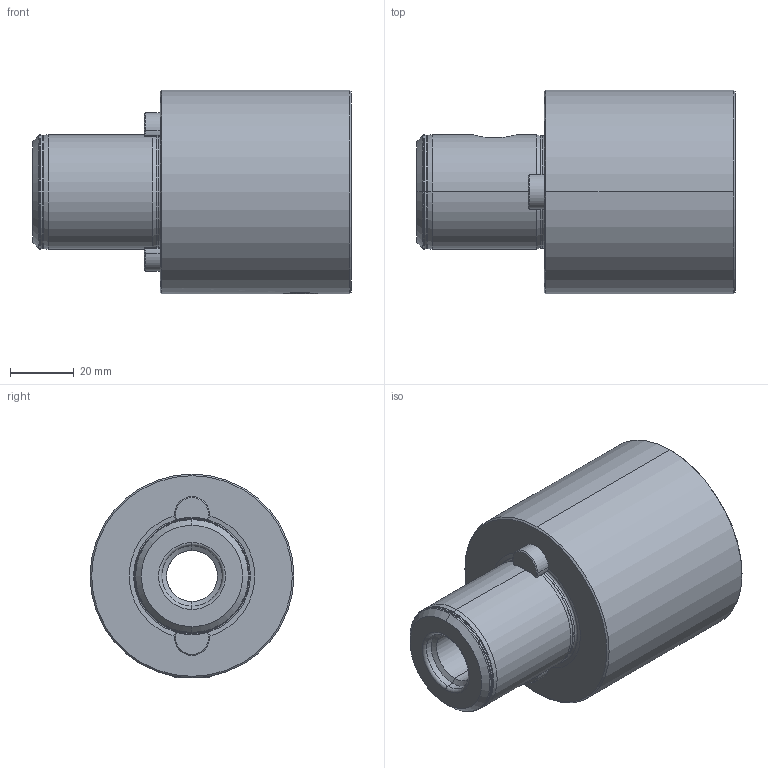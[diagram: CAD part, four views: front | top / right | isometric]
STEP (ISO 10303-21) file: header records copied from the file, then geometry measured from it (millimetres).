
FILE_DESCRIPTION (( 'STEP AP203' ), '1' );
FILE_NAME ('HA6-ST5.K01.059.STEP', '2016-02-12T10:46:53', ( 'SWIAdmin' ), ( 'Hewlett-Packard Company' ), 'SwSTEP 2.0', 'SolidWorks 2015', '' );
FILE_SCHEMA (( 'CONFIG_CONTROL_DESIGN' ));
Length unit declared in the file: millimetre
Products named in the file (4): ST6-ST6.So1.060_A; ST6-ER1.001.018_A; ST6-ER2.001.012_A; HA6-ST5.K01.059
Assembly tree (4 placements, depth 2):
  HA6-ST5.K01.059
    ST6-ST6.So1.060_A
    ST6-ER1.001.018_A
    ST6-ER2.001.012_A  x2
Bounding box: 100 x 64 x 64 mm (x, y, z)
Volume: 176860 mm3; surface area: 32576.2 mm2
Topology: 4 solids, 4 shells, 154 faces, 343 edges, 195 vertices
Faces by surface type: cone 58, cylinder 44, plane 28, torus 24
Entity records: 4492 total; most frequent: CARTESIAN_POINT 1071, DIRECTION 691, ORIENTED_EDGE 586, EDGE_CURVE 293, AXIS2_PLACEMENT_3D 286, VERTEX_POINT 169, CIRCLE 146, EDGE_LOOP 142
